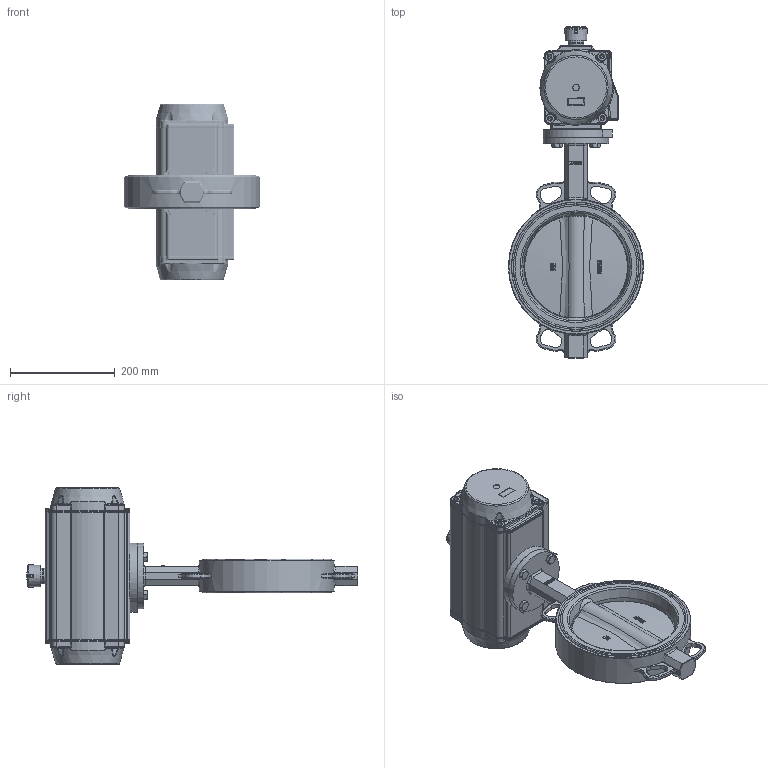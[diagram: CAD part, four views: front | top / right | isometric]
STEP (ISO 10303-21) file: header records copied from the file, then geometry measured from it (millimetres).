
FILE_DESCRIPTION(/* description */ ('Unknown'),/* implementation_level */ '2;1');
FILE_NAME(/* name */ 'PD08 5100_5110_5120-15',/* time_stamp */ '2025-04-01T09:11:01+02:00',/* author */ ('Unknown'),/* organization */ ('Unknown'),/* preprocessor_version */ 'ST-DEVELOPER v19.4',/* originating_system */ 'Solid Edge',/* authorisation */ 'Unknown');
FILE_SCHEMA (('AUTOMOTIVE_DESIGN {1 0 10303 214 3 1 1}'));
Products named in the file (20): PD08 5100_5110_5120-15; WAFER-DN200; DN200概极; seat; disc; shaft1; shaft2; bushing1; Raster DN200-DN250; PD08_PE07; VTE125埴詰; vt125-2016-06-25; vt125-2016-06-25   酘傷裔_MIR; VT125-03-01   活塞; VT125-3 粣; Optische Anzeige; ______; ________(___________; cup head nib bolts with large head gb_GB_FASTENER_BOLT_CHNBW M6X25-N; DIN 933 M10x45 A2-70 BLK_EDST
Assembly tree (27 placements, depth 4):
  PD08 5100_5110_5120-15
    WAFER-DN200
      DN200概极
      seat
      disc
      shaft1
      shaft2
      bushing1  x2
    Raster DN200-DN250
    PD08_PE07
      VTE125埴詰
      vt125-2016-06-25
      vt125-2016-06-25   酘傷裔_MIR
      VT125-03-01   活塞  x2
      VT125-3 粣
      Optische Anzeige
        ______
        ________(___________  x4
        cup head nib bolts with large head gb_GB_FASTENER_BOLT_CHNBW M6X25-N
    DIN 933 M10x45 A2-70 BLK_EDST  x4
Bounding box: 258 x 633.22 x 337 mm (x, y, z)
Volume: 5555852.6 mm3; surface area: 1200014.6 mm2
Topology: 24 solids, 24 shells, 3892 faces, 9751 edges, 6019 vertices
Faces by surface type: plane 1110, cylinder 1019, bspline 877, torus 586, cone 247, sphere 53
Full cylindrical faces by diameter (mm): 3 x16, 3.3 x8, 4.134 x8, 4.66 x1, 4.917 x1, 6 x1, 6.2 x1, 6.647 x12, 6.8 x1, 7 x1, 8.376 x4, 10 x4, 10.106 x2, 11 x8, 11.445 x2, 12 x4, 13 x2, 15.4 x1, 17 x12, 17.5 x2, 19 x1, 22.1 x5, 22.28 x1, 22.3 x1, 22.4 x2, 25 x1, 26 x2, 26.4 x1, 28.2 x1, 28.58 x2
Entity records: 132222 total; most frequent: CARTESIAN_POINT 62574, ORIENTED_EDGE 14618, DIRECTION 11935, EDGE_CURVE 7309, VERTEX_POINT 4747, AXIS2_PLACEMENT_3D 4622, FACE_BOUND 3644, EDGE_LOOP 3620
